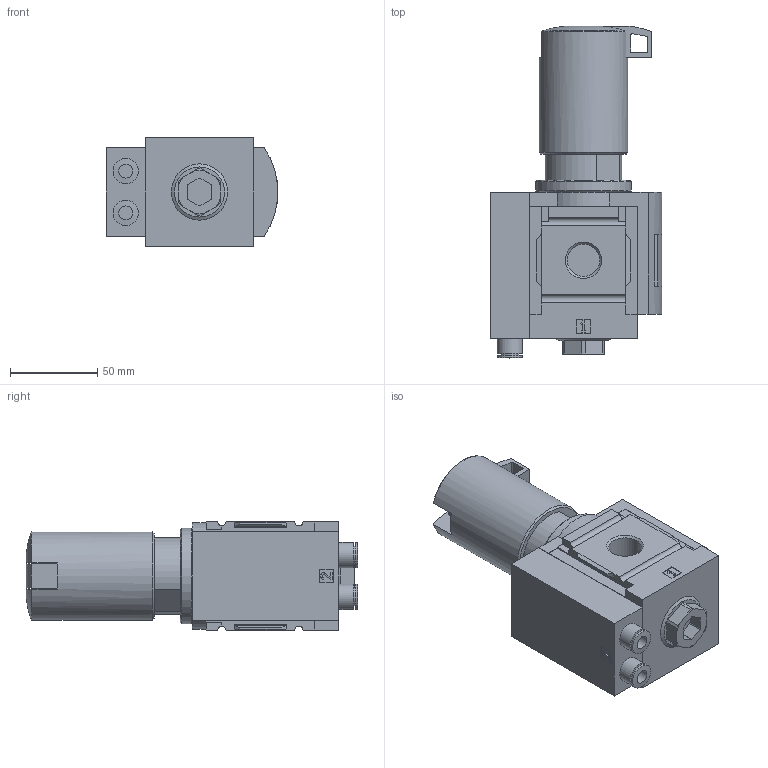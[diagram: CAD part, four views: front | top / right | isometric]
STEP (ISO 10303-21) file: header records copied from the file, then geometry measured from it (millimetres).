
FILE_DESCRIPTION(/* description */ ('STEP AP214'),/* implementation_level */ '2;1');
FILE_NAME(/* name */ '530329_MS6-LRB-1_2-D6-AS-BD',/* time_stamp */ '2024-09-10T19:48:45+02:00',/* author */ ('License CC BY-ND 4.0'),/* organization */ ('CADENAS'),/* preprocessor_version */ 'ST-DEVELOPER v19.3',/* originating_system */ 'PARTsolutions',/* authorisation */ ' ');
FILE_SCHEMA (('AUTOMOTIVE_DESIGN {1 0 10303 214 3 1 1}'));
Length unit declared in the file: millimetre
Products named in the file (3): 530329 MS6-LRB-1/2-D6-AS-BD; 527665 MS6-LRB-1/2-D6-AS-BD0D; 651849 MS-LR-20
Assembly tree (2 placements, depth 2):
  530329 MS6-LRB-1/2-D6-AS-BD
    527665 MS6-LRB-1/2-D6-AS-BD0D
    651849 MS-LR-20
Bounding box: 98.6 x 190.5 x 62 mm (x, y, z)
Volume: 624509.5 mm3; surface area: 66890.8 mm2
Topology: 2 solids, 2 shells, 243 faces, 630 edges, 413 vertices
Faces by surface type: plane 171, cylinder 48, cone 20, torus 4
Full cylindrical faces by diameter (mm): 8 x2, 10 x2, 14.5 x4, 18.631 x2, 42.917 x1, 51 x1, 55 x1
Entity records: 8972 total; most frequent: CARTESIAN_POINT 1352, ORIENTED_EDGE 1204, DIRECTION 1194, EDGE_CURVE 602, LINE 442, VECTOR 442, VERTEX_POINT 410, AXIS2_PLACEMENT_3D 376
